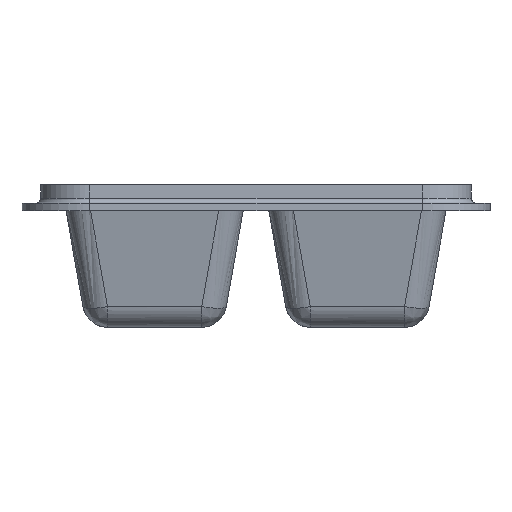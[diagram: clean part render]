
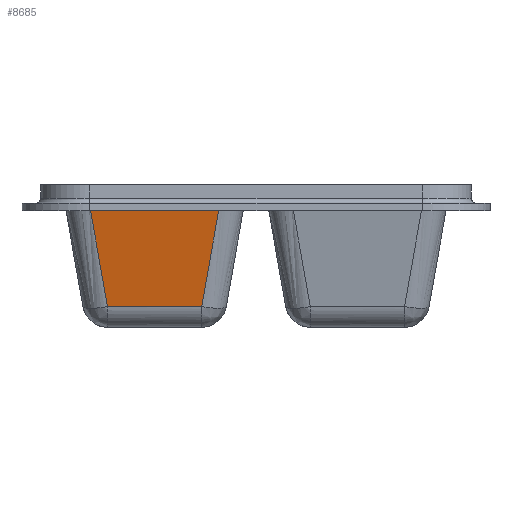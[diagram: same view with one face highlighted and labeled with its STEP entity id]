
A CAD part, left-side view. The second image highlights one B-rep face of the part: STEP entity #8685.
In plain terms, the highlighted free-form (B-spline) face has degree [1, 1] with [2, 2] control points.
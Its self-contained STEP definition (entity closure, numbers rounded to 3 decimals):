
#8031 = VERTEX_POINT('',#8032);
#8032 = CARTESIAN_POINT('',(-164.804,9.65,
    52.095));
#8162 = VERTEX_POINT('',#8163);
#8163 = CARTESIAN_POINT('',(-164.804,45.34,
    52.095));
#8221 = VERTEX_POINT('',#8222);
#8222 = CARTESIAN_POINT('',(-159.737,14.717,
    23.359));
#8262 = EDGE_CURVE('',#8221,#8031,#8263,.T.);
#8263 = B_SPLINE_CURVE_WITH_KNOTS('',1,(#8264,#8265),.UNSPECIFIED.,.F.,
  .F.,(2,2),(-27.496,-0.82),.PIECEWISE_BEZIER_KNOTS.);
#8264 = CARTESIAN_POINT('',(-159.737,14.717,
    23.359));
#8265 = CARTESIAN_POINT('',(-164.804,9.65,
    52.095));
#8440 = VERTEX_POINT('',#8441);
#8441 = CARTESIAN_POINT('',(-159.737,40.273,
    23.359));
#8467 = EDGE_CURVE('',#8162,#8440,#8468,.T.);
#8468 = B_SPLINE_CURVE_WITH_KNOTS('',1,(#8469,#8470),.UNSPECIFIED.,.F.,
  .F.,(2,2),(1.798,28.474),.PIECEWISE_BEZIER_KNOTS.);
#8469 = CARTESIAN_POINT('',(-164.804,45.34,
    52.095));
#8470 = CARTESIAN_POINT('',(-159.737,40.273,
    23.359));
#8489 = EDGE_CURVE('',#8440,#8221,#8490,.T.);
#8490 = B_SPLINE_CURVE_WITH_KNOTS('',1,(#8491,#8492),.UNSPECIFIED.,.F.,
  .F.,(2,2),(-1.032,21.987),.PIECEWISE_BEZIER_KNOTS.);
#8491 = CARTESIAN_POINT('',(-159.737,40.273,
    23.359));
#8492 = CARTESIAN_POINT('',(-159.737,14.717,
    23.359));
#8637 = EDGE_CURVE('',#8031,#8162,#8638,.T.);
#8638 = B_SPLINE_CURVE_WITH_KNOTS('',1,(#8639,#8640),.UNSPECIFIED.,.F.,
  .F.,(2,2),(-14.168,17.978),.PIECEWISE_BEZIER_KNOTS.);
#8639 = CARTESIAN_POINT('',(-164.804,9.65,
    52.095));
#8640 = CARTESIAN_POINT('',(-164.804,45.34,
    52.095));
#8685 = ADVANCED_FACE('',(#8686),#8692,.T.);
#8686 = FACE_BOUND('',#8687,.T.);
#8687 = EDGE_LOOP('',(#8688,#8689,#8690,#8691));
#8688 = ORIENTED_EDGE('',*,*,#8467,.T.);
#8689 = ORIENTED_EDGE('',*,*,#8489,.T.);
#8690 = ORIENTED_EDGE('',*,*,#8262,.T.);
#8691 = ORIENTED_EDGE('',*,*,#8637,.T.);
#8692 = B_SPLINE_SURFACE_WITH_KNOTS('',1,1,(
    (#8693,#8694)
    ,(#8695,#8696
    )),.UNSPECIFIED.,.F.,.F.,.F.,(2,2),(2,2),(-37.028,
    -4.882),(3.623,29.906),
  .PIECEWISE_BEZIER_KNOTS.);
#8693 = CARTESIAN_POINT('',(-164.804,9.65,
    52.095));
#8694 = CARTESIAN_POINT('',(-159.737,9.65,
    23.359));
#8695 = CARTESIAN_POINT('',(-164.804,45.34,
    52.095));
#8696 = CARTESIAN_POINT('',(-159.737,45.34,
    23.359));
